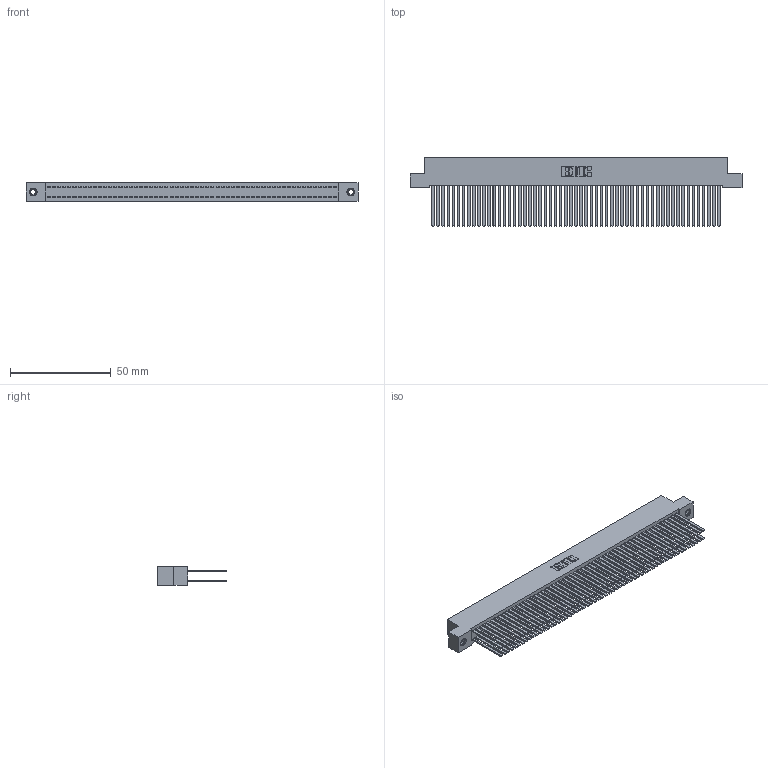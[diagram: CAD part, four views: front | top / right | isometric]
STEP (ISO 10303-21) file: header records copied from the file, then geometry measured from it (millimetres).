
FILE_DESCRIPTION (( 'STEP AP203' ), '1' );
FILE_NAME ('342-114-544-208.STEP', '2019-10-04T21:41:47', ( '' ), ( '' ), 'SwSTEP 2.0', 'SolidWorks 2016', '' );
FILE_SCHEMA (( 'CONFIG_CONTROL_DESIGN' ));
Length unit declared in the file: inch
Products named in the file (4): 342 Part_TI; 345-292-001_345-293-144; 345-250-001_345-250-003-102; 342-114-544-208
Assembly tree (117 placements, depth 2):
  342-114-544-208
    342 Part_TI
    345-292-001_345-293-144  x114
    345-250-001_345-250-003-102  x2
Bounding box: 165.1 x 34.3 x 9.4 mm (x, y, z)
Volume: 16497.6 mm3; surface area: 31659.5 mm2
Topology: 117 solids, 117 shells, 5414 faces, 16053 edges, 10542 vertices
Faces by surface type: plane 3746, cylinder 1652, cone 12, torus 4
Entity records: 35600 total; most frequent: CARTESIAN_POINT 5861, ORIENTED_EDGE 5790, DIRECTION 5009, EDGE_CURVE 2895, LINE 2751, VECTOR 2751, VERTEX_POINT 1924, AXIS2_PLACEMENT_3D 1129
